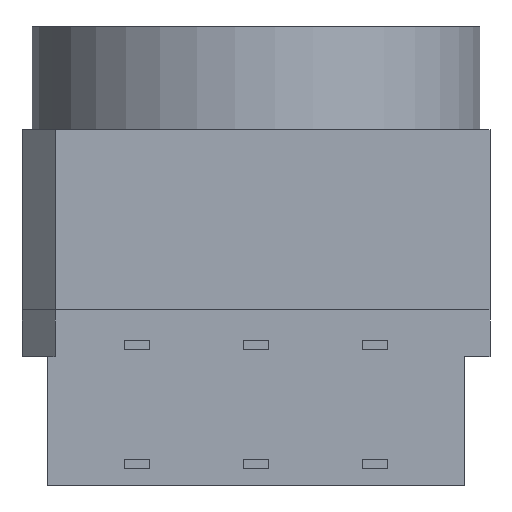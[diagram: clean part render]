
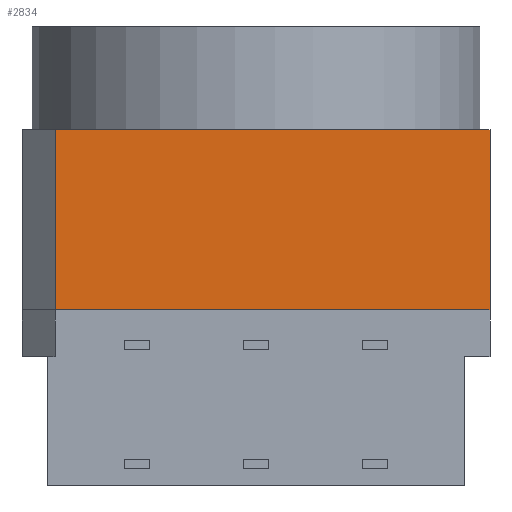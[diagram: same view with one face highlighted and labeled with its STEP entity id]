
A CAD part, left-side view. The second image highlights one B-rep face of the part: STEP entity #2834.
In plain terms, the highlighted planar face has unit normal (-1, 0, 0).
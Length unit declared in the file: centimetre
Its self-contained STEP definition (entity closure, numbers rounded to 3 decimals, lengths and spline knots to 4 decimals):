
#328=FACE_OUTER_BOUND('',#502,.T.);
#502=EDGE_LOOP('',(#2539,#2540,#2541,#2542));
#651=LINE('',#3793,#951);
#796=LINE('',#4986,#1096);
#799=LINE('',#4992,#1099);
#806=LINE('',#5007,#1106);
#951=VECTOR('',#3227,1.);
#1096=VECTOR('',#3456,1.);
#1099=VECTOR('',#3461,1.);
#1106=VECTOR('',#3472,1.);
#1131=VERTEX_POINT('',#3557);
#1206=VERTEX_POINT('',#3791);
#1368=VERTEX_POINT('',#4985);
#1370=VERTEX_POINT('',#4991);
#1517=EDGE_CURVE('',#1131,#1206,#651,.T.);
#1759=EDGE_CURVE('',#1368,#1131,#796,.T.);
#1762=EDGE_CURVE('',#1370,#1368,#799,.T.);
#1770=EDGE_CURVE('',#1370,#1206,#806,.T.);
#2539=ORIENTED_EDGE('',*,*,#1759,.T.);
#2540=ORIENTED_EDGE('',*,*,#1517,.T.);
#2541=ORIENTED_EDGE('',*,*,#1770,.F.);
#2542=ORIENTED_EDGE('',*,*,#1762,.T.);
#2679=PLANE('',#2962);
#2834=ADVANCED_FACE('',(#328),#2679,.T.);
#2962=AXIS2_PLACEMENT_3D('',#5006,#3470,#3471);
#3227=DIRECTION('',(0.,-1.,0.));
#3456=DIRECTION('',(0.,0.,-1.));
#3461=DIRECTION('',(0.,1.,0.));
#3470=DIRECTION('center_axis',(-1.,0.,0.));
#3471=DIRECTION('ref_axis',(0.,0.,
1.));
#3472=DIRECTION('',(0.,0.,-1.));
#3557=CARTESIAN_POINT('',(-0.5,0.4293,-0.1925));
#3791=CARTESIAN_POINT('',(-0.5,-0.5,-0.1925));
#3793=CARTESIAN_POINT('',(-0.5,0.5,-0.1925));
#4985=CARTESIAN_POINT('',(-0.5,0.4293,0.1925));
#4986=CARTESIAN_POINT('',(-0.5,0.4293,0.0963));
#4991=CARTESIAN_POINT('',(-0.5,-0.5,0.1925));
#4992=CARTESIAN_POINT('',(-0.5,0.5,0.1925));
#5006=CARTESIAN_POINT('Origin',(-0.5,-0.5,0.));
#5007=CARTESIAN_POINT('',(-0.5,-0.5,0.));
